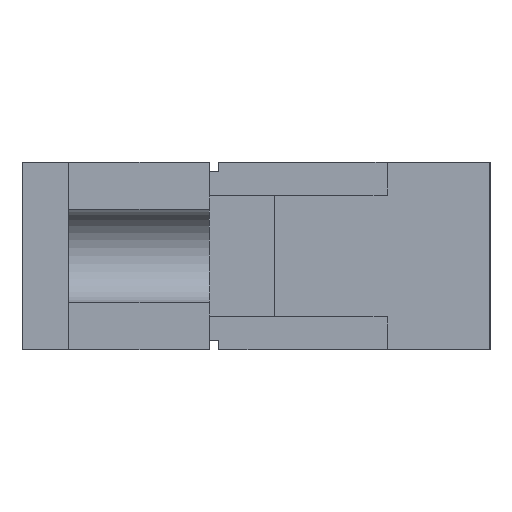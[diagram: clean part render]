
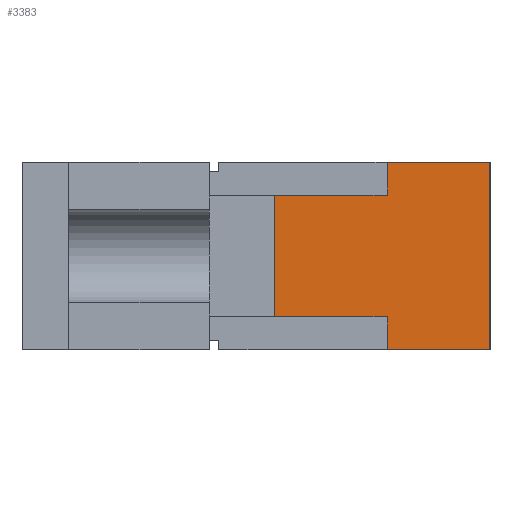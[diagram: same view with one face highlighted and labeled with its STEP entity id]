
A CAD part, left-side view. The second image highlights one B-rep face of the part: STEP entity #3383.
In plain terms, the highlighted planar face has unit normal (-1, 0, 0).
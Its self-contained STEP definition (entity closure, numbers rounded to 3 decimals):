
#129=CARTESIAN_POINT('',(-5.0,23.,6.5));
#130=VERTEX_POINT('',#129);
#137=CARTESIAN_POINT('',(-5.0,11.0,6.5));
#138=VERTEX_POINT('',#137);
#139=CARTESIAN_POINT('',(-5.0,11.0,6.5));
#140=DIRECTION('',(0.0,1.0,0.0));
#141=VECTOR('',#140,12.);
#142=LINE('',#139,#141);
#143=EDGE_CURVE('',#138,#130,#142,.T.);
#641=CARTESIAN_POINT('',(-5.0,11.0,-6.5));
#642=VERTEX_POINT('',#641);
#649=CARTESIAN_POINT('',(-5.0,23.,-6.5));
#650=VERTEX_POINT('',#649);
#651=CARTESIAN_POINT('',(-5.0,23.,-6.5));
#652=DIRECTION('',(0.0,-1.0,0.0));
#653=VECTOR('',#652,12.);
#654=LINE('',#651,#653);
#655=EDGE_CURVE('',#650,#642,#654,.T.);
#2168=CARTESIAN_POINT('',(-5.0,11.0,10.0));
#2169=VERTEX_POINT('',#2168);
#2176=CARTESIAN_POINT('',(-5.0,0.0,10.0));
#2177=VERTEX_POINT('',#2176);
#2178=CARTESIAN_POINT('',(-5.0,0.0,10.0));
#2179=DIRECTION('',(0.0,1.0,0.0));
#2180=VECTOR('',#2179,11.0);
#2181=LINE('',#2178,#2180);
#2182=EDGE_CURVE('',#2177,#2169,#2181,.T.);
#3174=CARTESIAN_POINT('',(-5.0,23.,-6.5));
#3175=DIRECTION('',(0.0,0.0,1.0));
#3176=VECTOR('',#3175,13.0);
#3177=LINE('',#3174,#3176);
#3178=EDGE_CURVE('',#650,#130,#3177,.T.);
#3250=CARTESIAN_POINT('',(-5.0,11.0,-10.0));
#3251=VERTEX_POINT('',#3250);
#3258=CARTESIAN_POINT('',(-5.0,11.0,-10.0));
#3259=DIRECTION('',(0.0,0.0,1.0));
#3260=VECTOR('',#3259,3.5);
#3261=LINE('',#3258,#3260);
#3262=EDGE_CURVE('',#3251,#642,#3261,.T.);
#3273=CARTESIAN_POINT('',(-5.0,11.0,6.5));
#3274=DIRECTION('',(0.0,0.0,1.0));
#3275=VECTOR('',#3274,3.5);
#3276=LINE('',#3273,#3275);
#3277=EDGE_CURVE('',#138,#2169,#3276,.T.);
#3295=CARTESIAN_POINT('',(-5.0,0.0,-10.0));
#3296=VERTEX_POINT('',#3295);
#3303=CARTESIAN_POINT('',(-5.0,11.0,-10.0));
#3304=DIRECTION('',(0.0,-1.0,0.0));
#3305=VECTOR('',#3304,11.0);
#3306=LINE('',#3303,#3305);
#3307=EDGE_CURVE('',#3251,#3296,#3306,.T.);
#3349=CARTESIAN_POINT('',(-5.0,0.0,-10.0));
#3350=DIRECTION('',(0.0,0.0,1.0));
#3351=VECTOR('',#3350,20.0);
#3352=LINE('',#3349,#3351);
#3353=EDGE_CURVE('',#3296,#2177,#3352,.T.);
#3368=CARTESIAN_POINT('',(-5.0,0.0,0.0));
#3369=DIRECTION('',(-1.0,0.0,0.0));
#3370=DIRECTION('',(0.0,0.0,1.0));
#3371=AXIS2_PLACEMENT_3D('',#3368,#3369,#3370);
#3372=PLANE('',#3371);
#3373=ORIENTED_EDGE('',*,*,#2182,.T.);
#3374=ORIENTED_EDGE('',*,*,#3277,.F.);
#3375=ORIENTED_EDGE('',*,*,#143,.T.);
#3376=ORIENTED_EDGE('',*,*,#3178,.F.);
#3377=ORIENTED_EDGE('',*,*,#655,.T.);
#3378=ORIENTED_EDGE('',*,*,#3262,.F.);
#3379=ORIENTED_EDGE('',*,*,#3307,.T.);
#3380=ORIENTED_EDGE('',*,*,#3353,.T.);
#3381=EDGE_LOOP('',(#3373,#3374,#3375,#3376,#3377,#3378,#3379,#3380));
#3382=FACE_OUTER_BOUND('',#3381,.T.);
#3383=ADVANCED_FACE('',(#3382),#3372,.T.);
